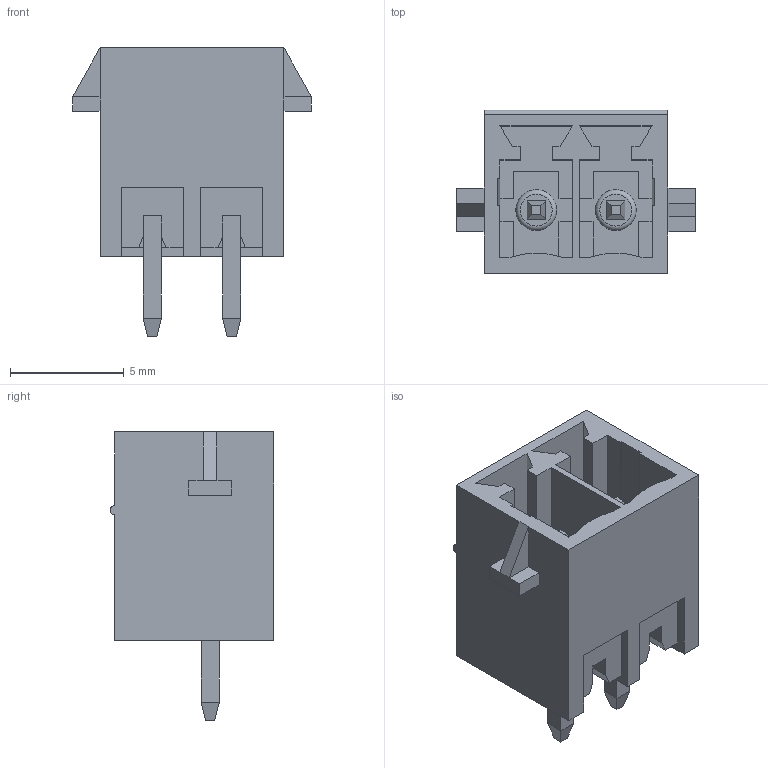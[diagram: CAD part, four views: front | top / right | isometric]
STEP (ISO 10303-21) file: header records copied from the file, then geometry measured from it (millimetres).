
FILE_DESCRIPTION( ( 'Unknown' ), '1' );
FILE_NAME( '691305130002.stp', 'Unknown', ( 'Unknown' ), ( 'Unknown' ), 'PSStep 18.0.17', 'Unknown', ' ' );
FILE_SCHEMA( ( 'AUTOMOTIVE_DESIGN { 1 0 10303 214 1 1 1 1 }' ) );
Length unit declared in the file: millimetre
Products named in the file (3): Assem1; 691305130002; 6913051300xx_PIN
Assembly tree (3 placements, depth 2):
  Assem1
    691305130002
    6913051300xx_PIN  x2
Bounding box: 10.5 x 7.2 x 12.7 mm (x, y, z)
Volume: 270.2 mm3; surface area: 872 mm2
Topology: 3 solids, 3 shells, 146 faces, 390 edges, 252 vertices
Faces by surface type: plane 139, cylinder 5, torus 2
Full cylindrical faces by diameter (mm): 1.8 x2
Entity records: 5182 total; most frequent: CARTESIAN_POINT 726, ORIENTED_EDGE 712, DIRECTION 644, EDGE_CURVE 356, LINE 340, VECTOR 340, VERTEX_POINT 234, AXIS2_PLACEMENT_3D 152
